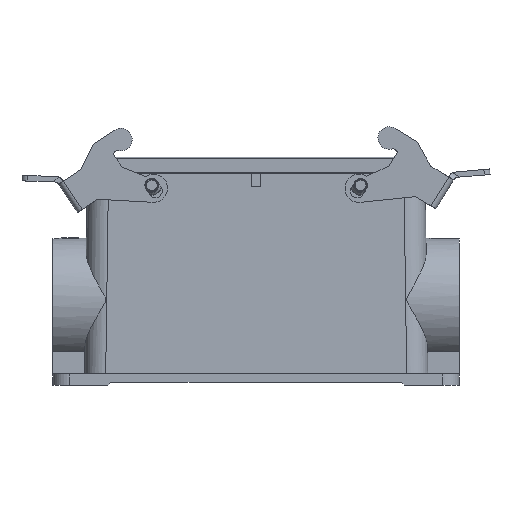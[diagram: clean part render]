
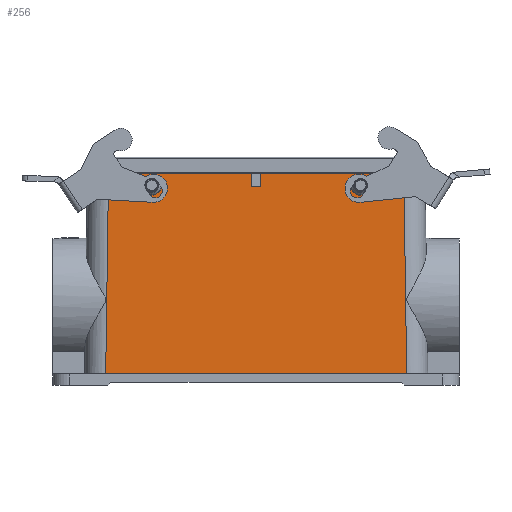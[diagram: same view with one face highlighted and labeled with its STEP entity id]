
A CAD part, front view. The second image highlights one B-rep face of the part: STEP entity #256.
In plain terms, the highlighted planar face has unit normal (0, -1, 0.011).
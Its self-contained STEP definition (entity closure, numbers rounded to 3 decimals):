
#163=CARTESIAN_POINT('',(0.,-22.3,-65.25));
#164=DIRECTION('',(0.,-1.,0.011));
#165=DIRECTION('',(0.0,-0.011,-1.));
#166=AXIS2_PLACEMENT_3D('',#163,#164,#165);
#167=PLANE('',#166);
#168=CARTESIAN_POINT('',(-1.6,-21.5,5.7));
#169=VERTEX_POINT('',#168);
#170=CARTESIAN_POINT('',(-1.6,-21.553,1.015));
#171=VERTEX_POINT('',#170);
#172=CARTESIAN_POINT('',(-1.6,-21.5,5.7));
#173=DIRECTION('',(0.0,-0.011,-1.));
#174=VECTOR('',#173,4.686);
#175=LINE('',#172,#174);
#176=EDGE_CURVE('',#169,#171,#175,.T.);
#177=ORIENTED_EDGE('',*,*,#176,.F.);
#178=CARTESIAN_POINT('',(-52.3,-21.5,5.7));
#179=VERTEX_POINT('',#178);
#180=CARTESIAN_POINT('',(-52.3,-21.5,5.7));
#181=DIRECTION('',(1.0,0.0,0.0));
#182=VECTOR('',#181,50.7);
#183=LINE('',#180,#182);
#184=EDGE_CURVE('',#179,#169,#183,.T.);
#185=ORIENTED_EDGE('',*,*,#184,.F.);
#186=CARTESIAN_POINT('',(-53.3,-22.3,-65.25));
#187=VERTEX_POINT('',#186);
#188=CARTESIAN_POINT('',(-52.3,-21.5,5.7));
#189=DIRECTION('',(-0.014,-0.011,-1.));
#190=VECTOR('',#189,70.962);
#191=LINE('',#188,#190);
#192=EDGE_CURVE('',#179,#187,#191,.T.);
#193=ORIENTED_EDGE('',*,*,#192,.T.);
#194=CARTESIAN_POINT('',(53.3,-22.3,-65.25));
#195=VERTEX_POINT('',#194);
#196=CARTESIAN_POINT('',(53.3,-22.3,-65.25));
#197=DIRECTION('',(-1.0,0.0,0.0));
#198=VECTOR('',#197,106.601);
#199=LINE('',#196,#198);
#200=EDGE_CURVE('',#195,#187,#199,.T.);
#201=ORIENTED_EDGE('',*,*,#200,.F.);
#202=CARTESIAN_POINT('',(52.3,-21.5,5.7));
#203=VERTEX_POINT('',#202);
#204=CARTESIAN_POINT('',(53.3,-22.3,-65.25));
#205=DIRECTION('',(-0.014,0.011,1.));
#206=VECTOR('',#205,70.962);
#207=LINE('',#204,#206);
#208=EDGE_CURVE('',#195,#203,#207,.T.);
#209=ORIENTED_EDGE('',*,*,#208,.T.);
#210=CARTESIAN_POINT('',(1.6,-21.5,5.7));
#211=VERTEX_POINT('',#210);
#212=CARTESIAN_POINT('',(1.6,-21.5,5.7));
#213=DIRECTION('',(1.0,0.0,0.0));
#214=VECTOR('',#213,50.7);
#215=LINE('',#212,#214);
#216=EDGE_CURVE('',#211,#203,#215,.T.);
#217=ORIENTED_EDGE('',*,*,#216,.F.);
#218=CARTESIAN_POINT('',(1.6,-21.553,1.015));
#219=VERTEX_POINT('',#218);
#220=CARTESIAN_POINT('',(1.6,-21.553,1.015));
#221=DIRECTION('',(0.,0.011,1.));
#222=VECTOR('',#221,4.686);
#223=LINE('',#220,#222);
#224=EDGE_CURVE('',#219,#211,#223,.T.);
#225=ORIENTED_EDGE('',*,*,#224,.F.);
#226=CARTESIAN_POINT('',(-1.6,-21.553,1.015));
#227=DIRECTION('',(1.0,0.0,0.0));
#228=VECTOR('',#227,3.2);
#229=LINE('',#226,#228);
#230=EDGE_CURVE('',#171,#219,#229,.T.);
#231=ORIENTED_EDGE('',*,*,#230,.F.);
#232=EDGE_LOOP('',(#177,#185,#193,#201,#209,#217,#225,#231));
#233=FACE_OUTER_BOUND('',#232,.T.);
#234=CARTESIAN_POINT('',(37.0,-21.586,-1.95));
#235=VERTEX_POINT('',#234);
#236=CARTESIAN_POINT('',(37.0,-21.547,1.55));
#237=DIRECTION('',(0.,-1.,0.011));
#238=DIRECTION('',(0.,-0.011,-1.));
#239=AXIS2_PLACEMENT_3D('',#236,#237,#238);
#240=ELLIPSE('',#239,3.5,3.5);
#241=EDGE_CURVE('',#235,#235,#240,.T.);
#242=ORIENTED_EDGE('',*,*,#241,.F.);
#243=EDGE_LOOP('',(#242));
#244=FACE_BOUND('',#243,.T.);
#245=CARTESIAN_POINT('',(-37.0,-21.586,-1.95));
#246=VERTEX_POINT('',#245);
#247=CARTESIAN_POINT('',(-37.0,-21.547,1.55));
#248=DIRECTION('',(0.,-1.,0.011));
#249=DIRECTION('',(0.,-0.011,-1.));
#250=AXIS2_PLACEMENT_3D('',#247,#248,#249);
#251=ELLIPSE('',#250,3.5,3.5);
#252=EDGE_CURVE('',#246,#246,#251,.T.);
#253=ORIENTED_EDGE('',*,*,#252,.F.);
#254=EDGE_LOOP('',(#253));
#255=FACE_BOUND('',#254,.T.);
#256=ADVANCED_FACE('',(#233,#244,#255),#167,.T.);
